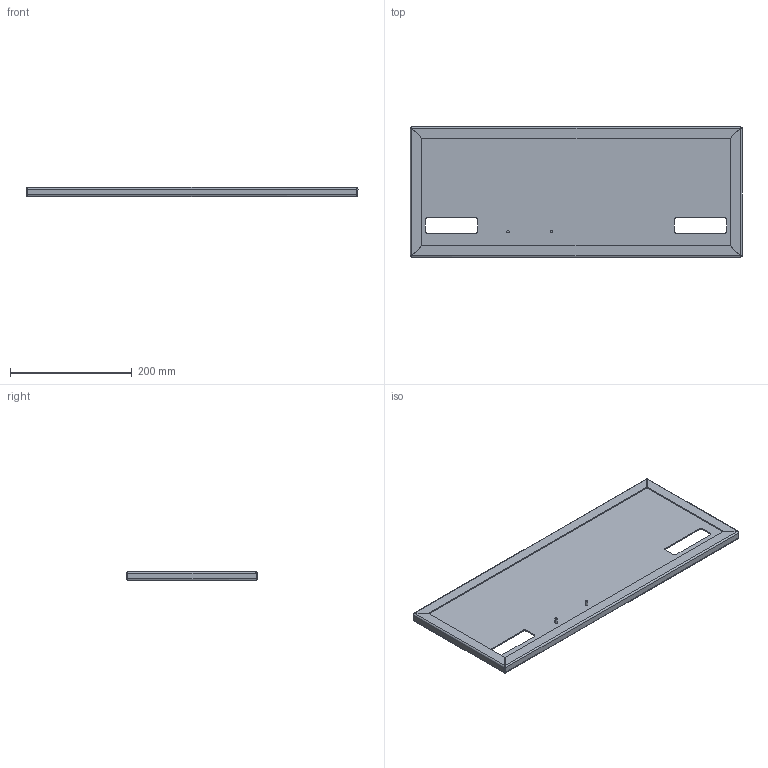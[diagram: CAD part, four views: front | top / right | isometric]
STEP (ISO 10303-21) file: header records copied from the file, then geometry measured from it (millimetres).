
FILE_DESCRIPTION (( 'STEP AP214' ), '1' );
FILE_NAME ('P0000009458.STEP', '2025-11-04T09:27:28', ( 'Microsoft' ), ( 'Microsoft' ), 'SwSTEP 2.0', 'SolidWorks 2025', '' );
FILE_SCHEMA (( 'AUTOMOTIVE_DESIGN' ));
Length unit declared in the file: millimetre
Products named in the file (1): P0000009458
Bounding box: 545 x 215 x 15 mm (x, y, z)
Volume: 308938.6 mm3; surface area: 313288.7 mm2
Topology: 1 solids, 1 shells, 100 faces, 224 edges, 128 vertices
Faces by surface type: plane 48, cylinder 36, bspline 16
Entity records: 3091 total; most frequent: CARTESIAN_POINT 981, ORIENTED_EDGE 448, DIRECTION 402, EDGE_CURVE 224, LINE 152, VECTOR 152, VERTEX_POINT 128, AXIS2_PLACEMENT_3D 125
